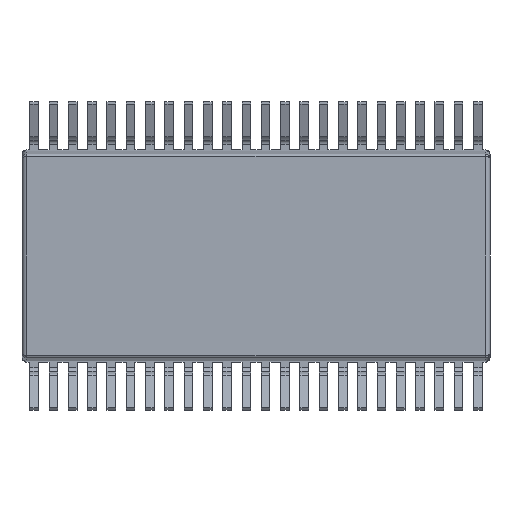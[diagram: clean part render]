
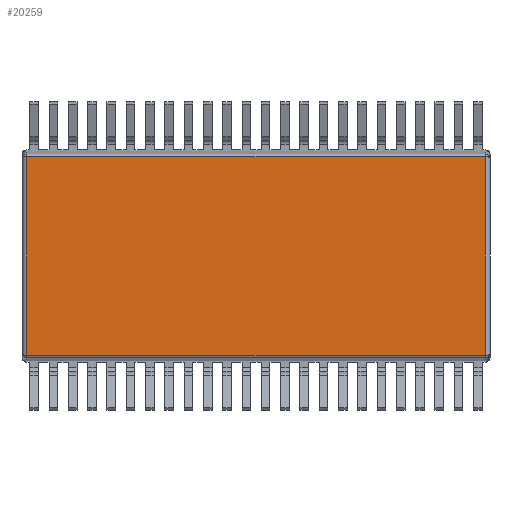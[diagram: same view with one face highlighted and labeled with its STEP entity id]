
A CAD part, front view. The second image highlights one B-rep face of the part: STEP entity #20259.
In plain terms, the highlighted planar face has unit normal (0, -1, 0).
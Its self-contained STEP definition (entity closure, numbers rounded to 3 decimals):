
#720 = DIRECTION ( 'NONE',  ( 0., 0., 1. ) ) ;
#1179 = EDGE_LOOP ( 'NONE', ( #19366, #20059, #25449, #1277 ) ) ;
#1277 = ORIENTED_EDGE ( 'NONE', *, *, #4893, .T. ) ;
#2442 = CARTESIAN_POINT ( 'NONE',  ( 0.1, 0.1, 2.061 ) ) ;
#2461 = DIRECTION ( 'NONE',  ( 0., 0., 1. ) ) ;
#3896 = LINE ( 'NONE', #12931, #21596 ) ;
#4893 = EDGE_CURVE ( 'NONE', #24573, #19979, #20829, .T. ) ;
#5715 = AXIS2_PLACEMENT_3D ( 'NONE', #20727, #7542, #720 ) ;
#6373 = EDGE_CURVE ( 'NONE', #12386, #21888, #29182, .T. ) ;
#6800 = DIRECTION ( 'NONE',  ( 0., 0., -1. ) ) ;
#7204 = CARTESIAN_POINT ( 'NONE',  ( 9.6, 0.1, 2.061 ) ) ;
#7542 = DIRECTION ( 'NONE',  ( 0., 1., 0. ) ) ;
#8529 = CARTESIAN_POINT ( 'NONE',  ( 9.7, 0.1, -2.061 ) ) ;
#10911 = DIRECTION ( 'NONE',  ( -1., 0., 0. ) ) ;
#12085 = VECTOR ( 'NONE', #2461, 1000. ) ;
#12386 = VERTEX_POINT ( 'NONE', #2442 ) ;
#12931 = CARTESIAN_POINT ( 'NONE',  ( 9.7, 0.1, 2.061 ) ) ;
#14621 = VECTOR ( 'NONE', #6800, 1000. ) ;
#16859 = EDGE_CURVE ( 'NONE', #19979, #12386, #3896, .T. ) ;
#17480 = CARTESIAN_POINT ( 'NONE',  ( 9.6, 0.1, -2.061 ) ) ;
#18537 = CARTESIAN_POINT ( 'NONE',  ( 9.6, 0.1, 2.061 ) ) ;
#19366 = ORIENTED_EDGE ( 'NONE', *, *, #16859, .T. ) ;
#19977 = CARTESIAN_POINT ( 'NONE',  ( 0.1, 0.1, -2.061 ) ) ;
#19979 = VERTEX_POINT ( 'NONE', #18537 ) ;
#20059 = ORIENTED_EDGE ( 'NONE', *, *, #6373, .T. ) ;
#20259 = ADVANCED_FACE ( 'NONE', ( #25616 ), #21028, .F. ) ;
#20727 = CARTESIAN_POINT ( 'NONE',  ( 9.7, 0.1, 2.061 ) ) ;
#20829 = LINE ( 'NONE', #7204, #12085 ) ;
#21028 = PLANE ( 'NONE',  #5715 ) ;
#21596 = VECTOR ( 'NONE', #21967, 1000. ) ;
#21888 = VERTEX_POINT ( 'NONE', #28046 ) ;
#21967 = DIRECTION ( 'NONE',  ( -1., 0., 0. ) ) ;
#23016 = VECTOR ( 'NONE', #10911, 1000. ) ;
#23529 = EDGE_CURVE ( 'NONE', #24573, #21888, #26465, .T. ) ;
#24573 = VERTEX_POINT ( 'NONE', #17480 ) ;
#25449 = ORIENTED_EDGE ( 'NONE', *, *, #23529, .F. ) ;
#25616 = FACE_OUTER_BOUND ( 'NONE', #1179, .T. ) ;
#26465 = LINE ( 'NONE', #8529, #23016 ) ;
#28046 = CARTESIAN_POINT ( 'NONE',  ( 0.1, 0.1, -2.061 ) ) ;
#29182 = LINE ( 'NONE', #19977, #14621 ) ;
